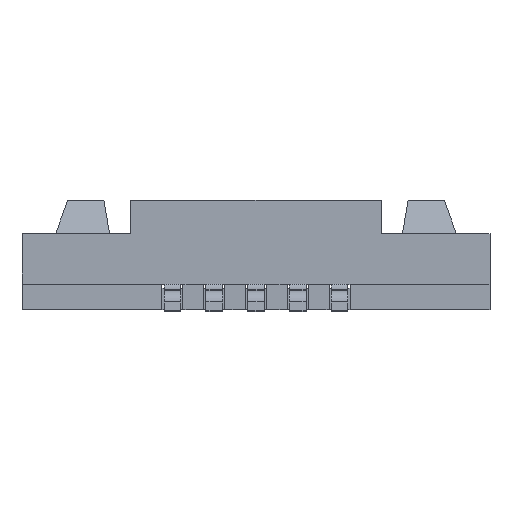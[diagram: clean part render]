
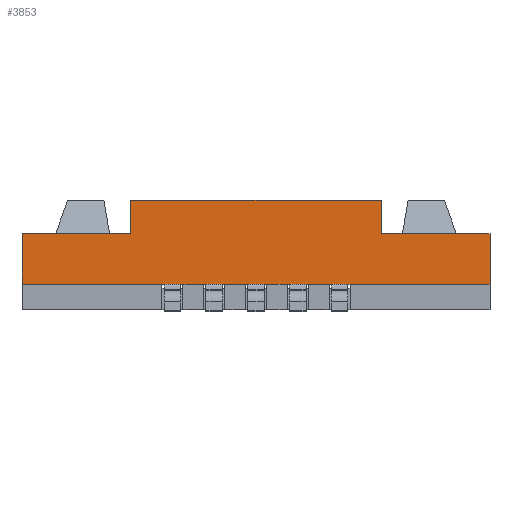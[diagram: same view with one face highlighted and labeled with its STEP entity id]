
A CAD part, top view. The second image highlights one B-rep face of the part: STEP entity #3853.
In plain terms, the highlighted planar face has unit normal (0, 0, 1).
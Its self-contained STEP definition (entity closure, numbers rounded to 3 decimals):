
#525=DIRECTION('',(0.,1.,0.));
#526=VECTOR('',#525,0.6);
#527=CARTESIAN_POINT('',(2.8,0.3,2.4));
#528=LINE('',#527,#526);
#537=DIRECTION('',(-1.,0.,0.));
#538=VECTOR('',#537,3.);
#539=CARTESIAN_POINT('',(1.5,1.3,2.4));
#540=LINE('',#539,#538);
#541=DIRECTION('',(0.,1.,0.));
#542=VECTOR('',#541,0.4);
#543=CARTESIAN_POINT('',(1.5,0.9,2.4));
#544=LINE('',#543,#542);
#545=DIRECTION('',(-1.,0.,0.));
#546=VECTOR('',#545,1.3);
#547=CARTESIAN_POINT('',(2.8,0.9,2.4));
#548=LINE('',#547,#546);
#549=DIRECTION('',(1.,0.,0.));
#550=VECTOR('',#549,5.6);
#551=CARTESIAN_POINT('',(-2.8,0.3,2.4));
#552=LINE('',#551,#550);
#553=DIRECTION('',(-1.,0.,0.));
#554=VECTOR('',#553,1.3);
#555=CARTESIAN_POINT('',(-1.5,0.9,2.4));
#556=LINE('',#555,#554);
#557=DIRECTION('',(0.,-1.,0.));
#558=VECTOR('',#557,0.4);
#559=CARTESIAN_POINT('',(-1.5,1.3,2.4));
#560=LINE('',#559,#558);
#1773=DIRECTION('',(0.,1.,0.));
#1774=VECTOR('',#1773,0.6);
#1775=CARTESIAN_POINT('',(-2.8,0.3,2.4));
#1776=LINE('',#1775,#1774);
#2365=CARTESIAN_POINT('',(2.8,0.3,2.4));
#2366=VERTEX_POINT('',#2365);
#2367=CARTESIAN_POINT('',(-2.8,0.3,2.4));
#2368=VERTEX_POINT('',#2367);
#2547=CARTESIAN_POINT('',(1.5,1.3,2.4));
#2548=VERTEX_POINT('',#2547);
#2549=CARTESIAN_POINT('',(-1.5,1.3,2.4));
#2550=VERTEX_POINT('',#2549);
#2755=CARTESIAN_POINT('',(2.8,0.9,2.4));
#2756=VERTEX_POINT('',#2755);
#2757=CARTESIAN_POINT('',(1.5,0.9,2.4));
#2758=VERTEX_POINT('',#2757);
#2787=CARTESIAN_POINT('',(-2.8,0.9,2.4));
#2788=VERTEX_POINT('',#2787);
#2789=CARTESIAN_POINT('',(-1.5,0.9,2.4));
#2790=VERTEX_POINT('',#2789);
#3833=CARTESIAN_POINT('',(0.,0.8,2.4));
#3834=DIRECTION('',(0.,0.,1.));
#3835=DIRECTION('',(1.,0.,0.));
#3836=AXIS2_PLACEMENT_3D('',#3833,#3834,#3835);
#3837=PLANE('',#3836);
#3839=ORIENTED_EDGE('',*,*,#3838,.F.);
#3841=ORIENTED_EDGE('',*,*,#3840,.F.);
#3842=ORIENTED_EDGE('',*,*,#3585,.F.);
#3843=ORIENTED_EDGE('',*,*,#3823,.F.);
#3844=ORIENTED_EDGE('',*,*,#3797,.F.);
#3846=ORIENTED_EDGE('',*,*,#3845,.T.);
#3848=ORIENTED_EDGE('',*,*,#3847,.F.);
#3850=ORIENTED_EDGE('',*,*,#3849,.F.);
#3851=EDGE_LOOP('',(#3839,#3841,#3842,#3843,#3844,#3846,#3848,#3850));
#3852=FACE_OUTER_BOUND('',#3851,.F.);
#3853=ADVANCED_FACE('',(#3852),#3837,.T.);
#3585=EDGE_CURVE('',#2756,#2758,#548,.T.);
#3797=EDGE_CURVE('',#2368,#2366,#552,.T.);
#3823=EDGE_CURVE('',#2366,#2756,#528,.T.);
#3838=EDGE_CURVE('',#2548,#2550,#540,.T.);
#3840=EDGE_CURVE('',#2758,#2548,#544,.T.);
#3845=EDGE_CURVE('',#2368,#2788,#1776,.T.);
#3847=EDGE_CURVE('',#2790,#2788,#556,.T.);
#3849=EDGE_CURVE('',#2550,#2790,#560,.T.);
